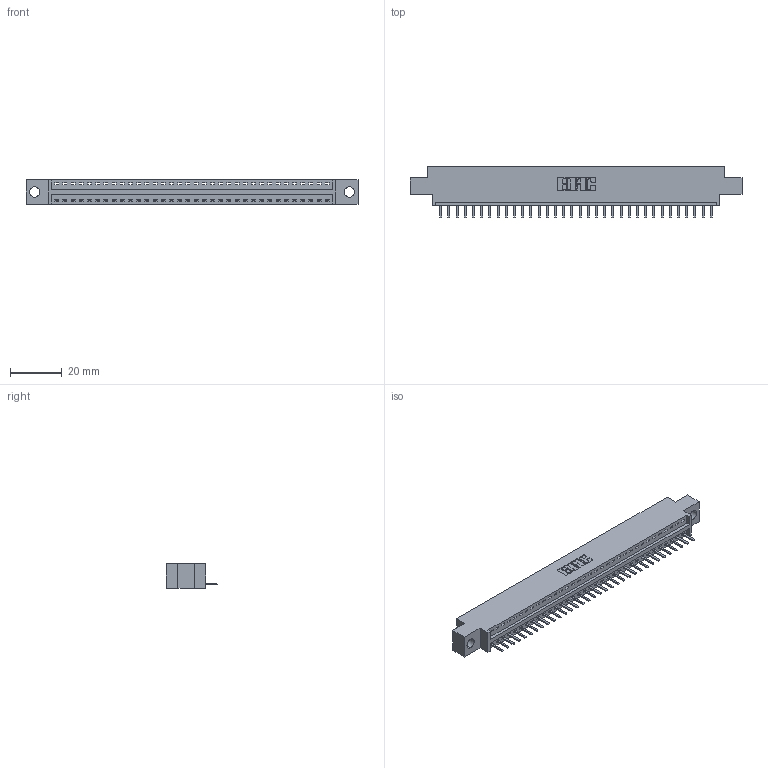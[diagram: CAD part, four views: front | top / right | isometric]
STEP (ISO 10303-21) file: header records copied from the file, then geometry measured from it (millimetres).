
FILE_DESCRIPTION (( 'STEP AP203' ), '1' );
FILE_NAME ('346-034-520-604.STEP', '2022-05-06T20:54:20', ( '' ), ( '' ), 'SwSTEP 2.0', 'SolidWorks 2020', '' );
FILE_SCHEMA (( 'CONFIG_CONTROL_DESIGN' ));
Length unit declared in the file: inch
Products named in the file (3): 346-034-520-604; 346 Part_0.170 Offset - 0.156 Dia-TH; 345-292-001_345-293-120
Assembly tree (35 placements, depth 2):
  346-034-520-604
    346 Part_0.170 Offset - 0.156 Dia-TH
    345-292-001_345-293-120  x34
Bounding box: 128.52 x 20.02 x 9.4 mm (x, y, z)
Volume: 11889.1 mm3; surface area: 14444.6 mm2
Topology: 35 solids, 35 shells, 2248 faces, 6633 edges, 4330 vertices
Faces by surface type: plane 1522, cylinder 726
Entity records: 22843 total; most frequent: CARTESIAN_POINT 3940, ORIENTED_EDGE 3894, DIRECTION 3471, EDGE_CURVE 1947, LINE 1675, VECTOR 1675, VERTEX_POINT 1294, AXIS2_PLACEMENT_3D 898
